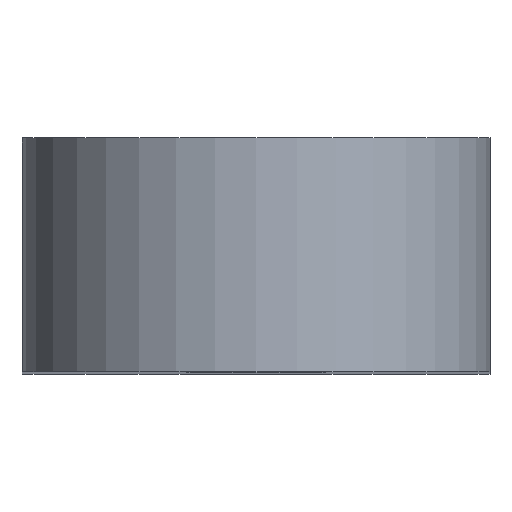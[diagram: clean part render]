
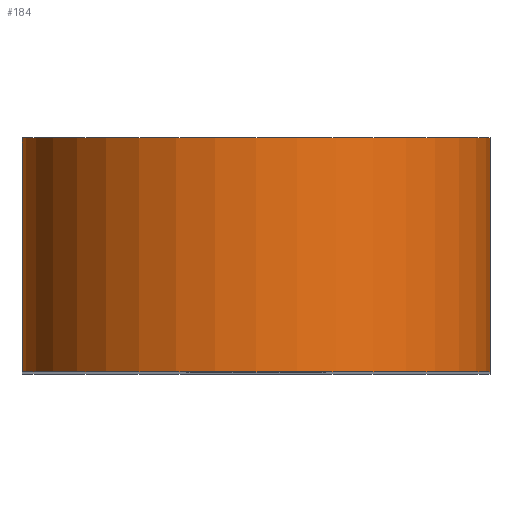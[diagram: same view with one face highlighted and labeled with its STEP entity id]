
A CAD part, top view. The second image highlights one B-rep face of the part: STEP entity #184.
In plain terms, the highlighted free-form (B-spline) face has degree [3, 1] with [4, 2] control points.
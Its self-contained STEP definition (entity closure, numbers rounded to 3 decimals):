
#14=LINE('',#301,#22);
#16=LINE('',#308,#24);
#22=VECTOR('',#229,1000.);
#24=VECTOR('',#231,1000.);
#52=ORIENTED_EDGE('',*,*,#98,.T.);
#53=ORIENTED_EDGE('',*,*,#104,.T.);
#54=ORIENTED_EDGE('',*,*,#105,.T.);
#55=ORIENTED_EDGE('',*,*,#100,.F.);
#56=ORIENTED_EDGE('',*,*,#106,.F.);
#57=ORIENTED_EDGE('',*,*,#107,.F.);
#98=EDGE_CURVE('',#125,#124,#14,.T.);
#100=EDGE_CURVE('',#126,#127,#16,.T.);
#104=EDGE_CURVE('',#124,#130,#136,.T.);
#105=EDGE_CURVE('',#130,#127,#137,.T.);
#106=EDGE_CURVE('',#131,#126,#138,.T.);
#107=EDGE_CURVE('',#125,#131,#139,.T.);
#124=VERTEX_POINT('',#300);
#125=VERTEX_POINT('',#302);
#126=VERTEX_POINT('',#309);
#127=VERTEX_POINT('',#310);
#130=VERTEX_POINT('',#325);
#131=VERTEX_POINT('',#328);
#136=CIRCLE('',#207,5.);
#137=CIRCLE('',#208,5.);
#138=CIRCLE('',#209,5.);
#139=CIRCLE('',#210,5.);
#150=EDGE_LOOP('',(#52,#53,#54,#55,#56,#57));
#164=FACE_BOUND('',#150,.T.);
#176=(
BOUNDED_SURFACE()
B_SPLINE_SURFACE(3,1,((#316,#317),(#318,#319),(#320,#321),(#322,#323)),
 .CYLINDRICAL_SURF.,.F.,.F.,.F.)
B_SPLINE_SURFACE_WITH_KNOTS((4,4),(2,2),(0.,1.),(0.045,0.955),
 .PIECEWISE_BEZIER_KNOTS.)
GEOMETRIC_REPRESENTATION_ITEM()
RATIONAL_B_SPLINE_SURFACE(((1.,1.),(0.333,0.333),
(0.333,0.333),(1.,1.)))
REPRESENTATION_ITEM('')
SURFACE()
);
#184=ADVANCED_FACE('',(#164),#176,.T.);
#207=AXIS2_PLACEMENT_3D('',#324,#235,#236);
#208=AXIS2_PLACEMENT_3D('',#326,#237,#238);
#209=AXIS2_PLACEMENT_3D('',#327,#239,#240);
#210=AXIS2_PLACEMENT_3D('',#329,#241,#242);
#229=DIRECTION('',(0.,-1.,0.));
#231=DIRECTION('',(0.,-1.,0.));
#235=DIRECTION('',(0.,1.,0.));
#236=DIRECTION('',(0.,0.,1.));
#237=DIRECTION('',(0.,1.,0.));
#238=DIRECTION('',(0.,0.,1.));
#239=DIRECTION('',(0.,1.,0.));
#240=DIRECTION('',(0.,0.,1.));
#241=DIRECTION('',(0.,1.,0.));
#242=DIRECTION('',(0.,0.,1.));
#300=CARTESIAN_POINT('',(24.25,13.25,100.01));
#301=CARTESIAN_POINT('',(24.25,18.752,100.01));
#302=CARTESIAN_POINT('',(24.25,18.25,100.01));
#308=CARTESIAN_POINT('',(34.25,18.752,100.01));
#309=CARTESIAN_POINT('',(34.25,18.25,100.01));
#310=CARTESIAN_POINT('',(34.25,13.25,100.01));
#316=CARTESIAN_POINT('',(34.25,18.25,100.01));
#317=CARTESIAN_POINT('',(34.25,13.25,100.01));
#318=CARTESIAN_POINT('',(34.25,18.25,110.01));
#319=CARTESIAN_POINT('',(34.25,13.25,110.01));
#320=CARTESIAN_POINT('',(24.25,18.25,110.01));
#321=CARTESIAN_POINT('',(24.25,13.25,110.01));
#322=CARTESIAN_POINT('',(24.25,18.25,100.01));
#323=CARTESIAN_POINT('',(24.25,13.25,100.01));
#324=CARTESIAN_POINT('',(29.25,13.25,100.01));
#325=CARTESIAN_POINT('',(29.25,13.25,105.01));
#326=CARTESIAN_POINT('',(29.25,13.25,100.01));
#327=CARTESIAN_POINT('',(29.25,18.25,100.01));
#328=CARTESIAN_POINT('',(29.25,18.25,105.01));
#329=CARTESIAN_POINT('',(29.25,18.25,100.01));
